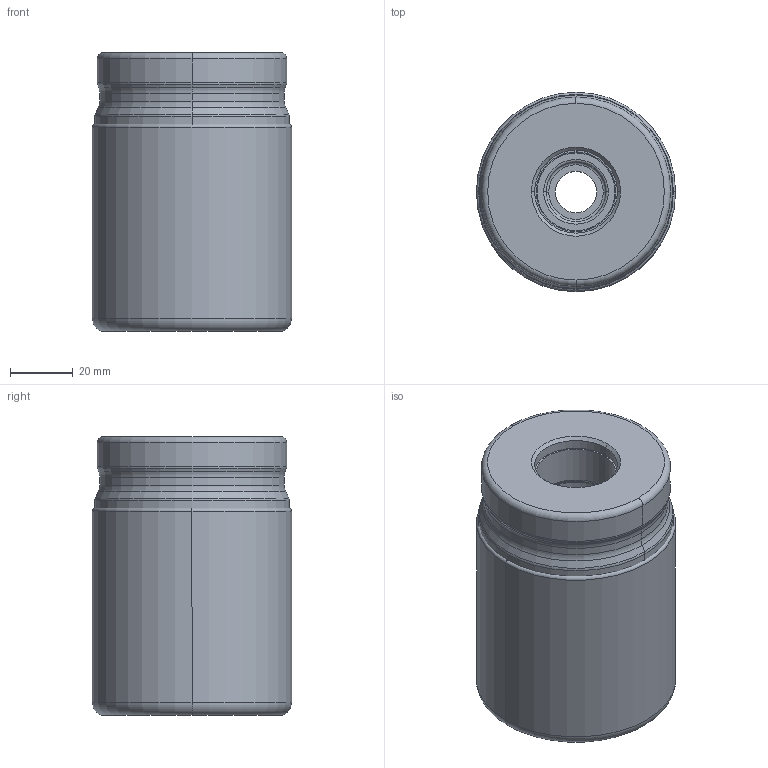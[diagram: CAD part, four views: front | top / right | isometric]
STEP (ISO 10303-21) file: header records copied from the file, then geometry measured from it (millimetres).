
FILE_DESCRIPTION(/* description */ (''),/* implementation_level */ '2;1');
FILE_NAME(/* name */ 'ASPX4UR25004CA25A24_MR4_0.stp',/* time_stamp */ '2020-10-16T10:49:42+09:00',/* author */ (''),/* organization */ (''),/* preprocessor_version */ 'ST-DEVELOPER v16',/* originating_system */ 'SIEMENS PLM Software NX 10.0',/* authorisation */ '');
FILE_SCHEMA (('AUTOMOTIVE_DESIGN { 1 0 10303 214 3 1 1 1 }'));
Length unit declared in the file: millimetre
Products named in the file (1): ASPX4UR25004CA25A24_MR4_0_ASM
Bounding box: 63.5 x 63.5 x 88.89 mm (x, y, z)
Volume: 361230.6 mm3; surface area: 52171.6 mm2
Topology: 2 solids, 2 shells, 80 faces, 167 edges, 103 vertices
Faces by surface type: torus 32, cylinder 22, cone 18, plane 6, revolution 2
Entity records: 2643 total; most frequent: CARTESIAN_POINT 723, DIRECTION 465, ORIENTED_EDGE 320, AXIS2_PLACEMENT_3D 210, EDGE_CURVE 160, CIRCLE 121, EDGE_LOOP 86, VERTEX_POINT 86
